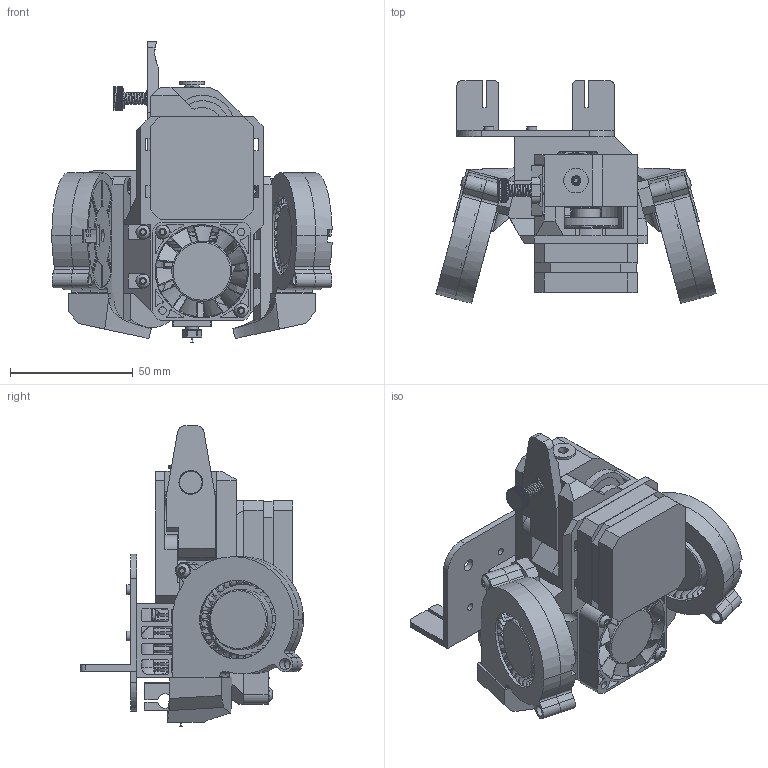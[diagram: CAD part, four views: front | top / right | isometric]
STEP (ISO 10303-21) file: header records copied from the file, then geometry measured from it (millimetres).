
FILE_DESCRIPTION(/* description */ ('CAx-IF Rec.Pracs.---Representation and Presentation of Product Manufacturing Information (PMI)---4.0---2014-10-13','CAx-IF Rec.Pracs.---3D Tessellated Geometry---0.4---2014-09-14','2;1'),/* implementation_level */ '2;1');
FILE_NAME(/* name */ 'K3D E3 BMG V6 printhead',/* time_stamp */ '2022-06-13T09:27:28+03:00',/* author */ (''),/* organization */ (''),/* preprocessor_version */ 'ST-DEVELOPER v16.7',/* originating_system */ 'SIEMENS PLM Software NX 1911',/* authorisation */ $);
FILE_SCHEMA (('AP242_MANAGED_MODEL_BASED_3D_ENGINEERING_MIM_LF { 1 0 10303 442 1 1 4 }'));
Products named in the file (29): K3D E3 BMG V6 printhead; Screw round M3x12; Hotend E3D V6; Screw round M3x20; Fan 5015; Motor Nema17 L20; BeMeGe; BeMeGe base; BeMeGe cover; BeMeGe lever; BMG bearing; BMG motor gear; BMG small gear; BMG screw; Washer M3; BMG spring; Fitting; Fan 4010 axial; Nut M3; Screw round M3x8; Screw round M3x10; Fan duct v3 mirrored; Fan duct v3; Base v3; Mount v3; Emder-3 carriage
Assembly tree (47 placements, depth 3):
  K3D E3 BMG V6 printhead
    Screw round M3x12  x5
    Hotend E3D V6
    Screw round M3x20  x3
    Fan 5015  x2
    Motor Nema17 L20
    BeMeGe
      BeMeGe base
      BeMeGe cover
      BeMeGe lever
      BMG bearing  x2
      BMG motor gear
      BMG small gear  x2
      BMG screw
      Washer M3
      BMG spring
      Fitting
    Fan 4010 axial
    Nut M3  x2
    Screw round M3x8  x2
    Screw round M3x12
    Screw round M3x10  x2
    Screw round M3x20
    Nut M3  x8
    Fan duct v3 mirrored
    Fan duct v3
    Base v3
    Mount v3
    Emder-3 carriage
Bounding box: 114.13 x 90.82 x 122.38 mm (x, y, z)
Volume: 191457.1 mm3; surface area: 140740.4 mm2
Topology: 82 solids, 83 shells, 2748 faces, 7254 edges, 4757 vertices
Faces by surface type: plane 1314, cylinder 879, cone 409, bspline 89, sphere 38, torus 19
Full cylindrical faces by diameter (mm): 0.4 x1, 2 x1, 2.7 x2, 2.95 x1, 3 x30, 3.05 x2, 3.1 x1, 3.2 x29, 3.25 x1, 3.5 x1, 3.6 x2, 4 x3, 4.5 x8, 5 x13, 5.4 x2, 5.5 x1, 5.6 x2, 5.65 x4, 5.7 x14, 6 x7, 6.016 x8, 6.2 x1, 6.984 x8, 7.2 x1, 8 x11, 8.276 x1, 8.3 x2, 8.448 x1, 8.462 x1, 8.6 x1
Entity records: 79130 total; most frequent: CARTESIAN_POINT 26766, ORIENTED_EDGE 10714, DIRECTION 9966, EDGE_CURVE 5357, AXIS2_PLACEMENT_3D 3723, VERTEX_POINT 3635, LINE 2520, VECTOR 2520
